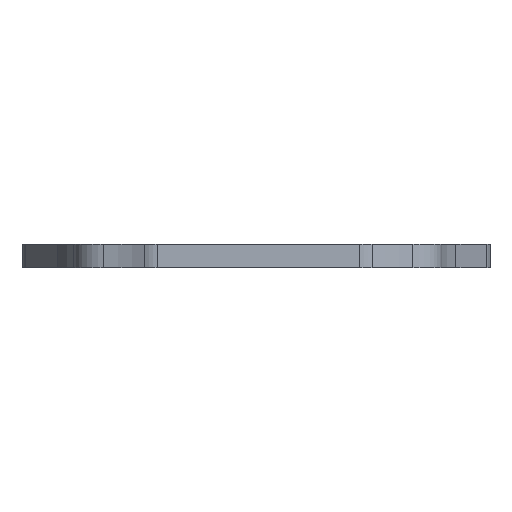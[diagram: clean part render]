
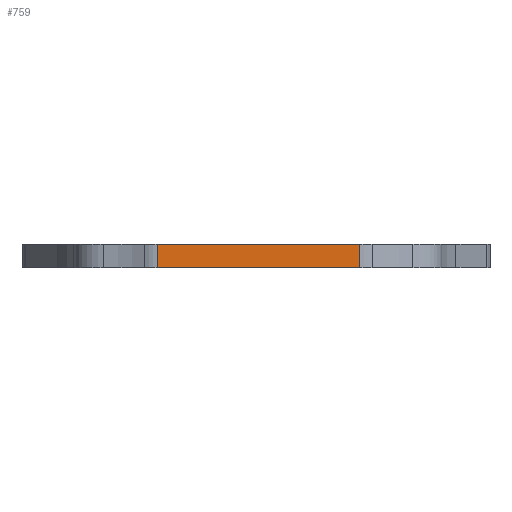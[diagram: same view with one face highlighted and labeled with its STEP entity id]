
A CAD part, front view. The second image highlights one B-rep face of the part: STEP entity #759.
In plain terms, the highlighted planar face has unit normal (0.012, -1, 0).
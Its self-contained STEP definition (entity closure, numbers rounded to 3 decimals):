
#35=PLANE('',#836);
#62=FACE_OUTER_BOUND('',#101,.T.);
#101=EDGE_LOOP('',(#567,#568,#569,#570));
#143=LINE('',#1152,#206);
#167=LINE('',#1234,#230);
#168=LINE('',#1236,#231);
#169=LINE('',#1237,#232);
#206=VECTOR('',#914,10.);
#230=VECTOR('',#1000,10.);
#231=VECTOR('',#1001,10.);
#232=VECTOR('',#1002,10.);
#320=VERTEX_POINT('',#1149);
#321=VERTEX_POINT('',#1151);
#348=VERTEX_POINT('',#1233);
#349=VERTEX_POINT('',#1235);
#398=EDGE_CURVE('',#321,#320,#143,.T.);
#439=EDGE_CURVE('',#320,#348,#167,.T.);
#440=EDGE_CURVE('',#349,#348,#168,.T.);
#441=EDGE_CURVE('',#349,#321,#169,.T.);
#567=ORIENTED_EDGE('',*,*,#439,.T.);
#568=ORIENTED_EDGE('',*,*,#440,.F.);
#569=ORIENTED_EDGE('',*,*,#441,.T.);
#570=ORIENTED_EDGE('',*,*,#398,.T.);
#759=ADVANCED_FACE('',(#62),#35,.T.);
#836=AXIS2_PLACEMENT_3D('',#1232,#998,#999);
#914=DIRECTION('',(0.,0.,-1.));
#998=DIRECTION('center_axis',(0.012,-1.,0.));
#999=DIRECTION('ref_axis',(-1.,-0.012,0.));
#1000=DIRECTION('',(1.,0.012,0.));
#1001=DIRECTION('',(0.,0.,-1.));
#1002=DIRECTION('',(-1.,-0.012,0.));
#1149=CARTESIAN_POINT('',(-8.458,-17.272,-2.));
#1151=CARTESIAN_POINT('',(-8.458,-17.272,0.));
#1152=CARTESIAN_POINT('',(-8.458,-17.272,0.));
#1232=CARTESIAN_POINT('Origin',(8.862,-17.068,0.));
#1233=CARTESIAN_POINT('',(8.862,-17.068,-2.));
#1234=CARTESIAN_POINT('',(-8.458,-17.272,-2.));
#1235=CARTESIAN_POINT('',(8.862,-17.068,0.));
#1236=CARTESIAN_POINT('',(8.862,-17.068,0.));
#1237=CARTESIAN_POINT('',(8.862,-17.068,0.));
